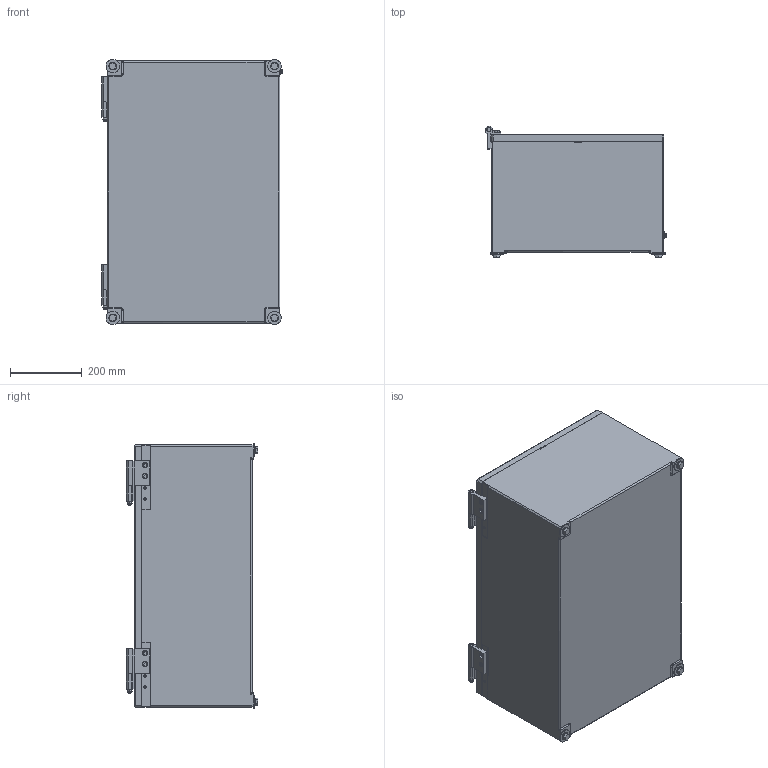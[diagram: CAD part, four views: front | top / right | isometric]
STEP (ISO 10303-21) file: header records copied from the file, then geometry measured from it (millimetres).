
FILE_DESCRIPTION (( 'STEP AP203' ), '1' );
FILE_NAME ('8264-_935-3__0-ap203.STEP', '2012-09-13T09:33:20', ( 'Admin' ), ( 'R. STAHL AG' ), 'SwSTEP 2.0', 'SolidWorks 2012', '' );
FILE_SCHEMA (( 'CONFIG_CONTROL_DESIGN' ));
Length unit declared in the file: millimetre
Products named in the file (17): 8264-_935-3__0-ap203; 502_812_0_Vereinfacht; 506_548_0; 506_886_0; 500_635_0_Vereinfacht; 506_761_0; 506_712_0; 506_204_0_7; 500_663_0_M 8 x 16; 82_649_05_26_0; 82_649_03_26_0; 502_606_0_Vereinfacht M10 x 30; 502_077_0; 506_228_0; 82_649_04_55_0; 82_649_58_05_3_82_649_96_05_3 unverlierbare Schraube; 82_649_29_04_6_8264946043
Assembly tree (66 placements, depth 2):
  8264-_935-3__0-ap203
    82_649_29_04_6_8264946043
    82_649_58_05_3_82_649_96_05_3 unverlierbare Schraube
    82_649_04_55_0
    506_228_0  x4
    502_077_0  x4
    502_606_0_Vereinfacht M10 x 30  x26
    82_649_03_26_0  x2
    82_649_05_26_0  x2
    500_663_0_M 8 x 16  x8
    506_204_0_7  x2
    506_712_0  x4
    506_761_0  x4
    500_635_0_Vereinfacht  x4
    506_886_0
    506_548_0
    502_812_0_Vereinfacht
Bounding box: 502.9 x 364.6 x 737 mm (x, y, z)
Volume: 35013422.7 mm3; surface area: 3681856.8 mm2
Topology: 68 solids, 68 shells, 3874 faces, 9040 edges, 5247 vertices
Faces by surface type: cylinder 1224, plane 1109, bspline 783, torus 365, cone 332, sphere 61
Entity records: 108362 total; most frequent: CARTESIAN_POINT 48498, ORIENTED_EDGE 12638, DIRECTION 11137, EDGE_CURVE 6319, AXIS2_PLACEMENT_3D 4538, VERTEX_POINT 3760, EDGE_LOOP 2953, FACE_OUTER_BOUND 2732
